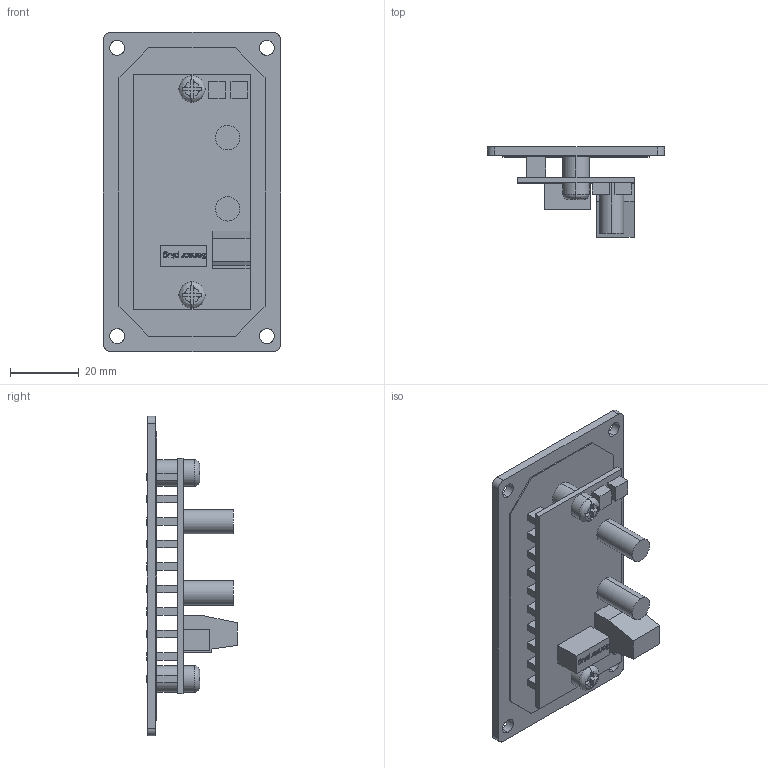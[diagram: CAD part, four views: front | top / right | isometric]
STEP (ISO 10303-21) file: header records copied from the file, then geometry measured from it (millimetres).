
FILE_DESCRIPTION(('FreeCAD Model'),'2;1');
FILE_NAME('Open CASCADE Shape Model','2025-05-03T11:04:49',('FreeCAD'),( 'FreeCAD'),'Open CASCADE STEP processor 7.6','FreeCAD','Unknown');
FILE_SCHEMA(('AUTOMOTIVE_DESIGN { 1 0 10303 214 1 1 1 1 }'));
Length unit declared in the file: millimetre
Products named in the file (1): Open CASCADE STEP translator 7.6 1
Bounding box: 51.45 x 26.32 x 92.78 mm (x, y, z)
Volume: 21867.4 mm3; surface area: 18336.7 mm2
Topology: 2 solids, 2 shells, 435 faces, 1160 edges, 772 vertices
Faces by surface type: bspline 435
Entity records: 18886 total; most frequent: CARTESIAN_POINT 11657, ORIENTED_EDGE 2320, EDGE_CURVE 1160, B_SPLINE_CURVE_WITH_KNOTS 1100, VERTEX_POINT 772, FACE_BOUND 508, EDGE_LOOP 508, ADVANCED_FACE 435
